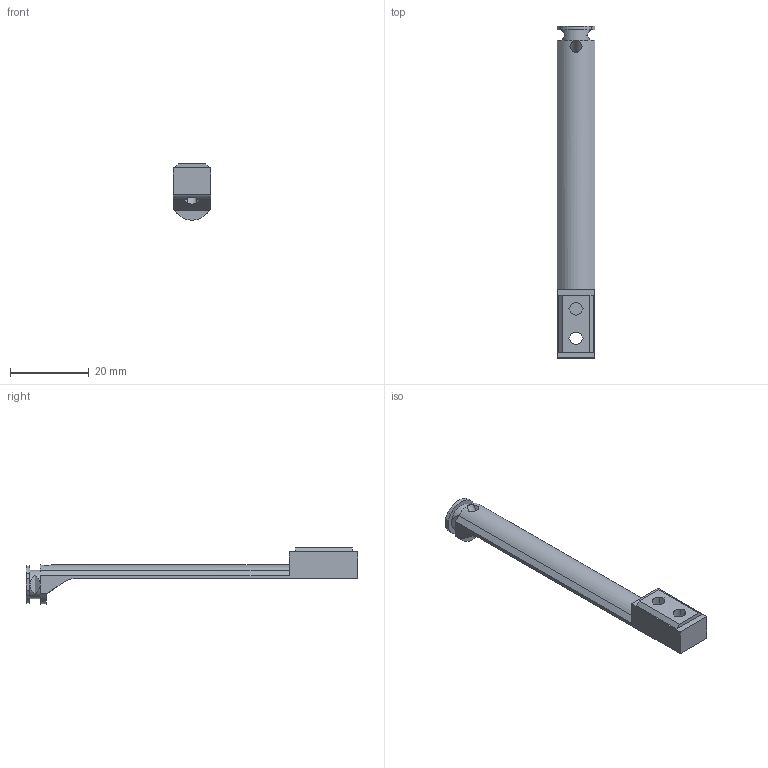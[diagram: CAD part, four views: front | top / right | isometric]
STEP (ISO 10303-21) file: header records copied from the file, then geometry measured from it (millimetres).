
FILE_DESCRIPTION(/* description */ (''),/* implementation_level */ '2;1');
FILE_NAME(/* name */ 'Plunger.step',/* time_stamp */ '2023-05-01T18:59:53-07:00',/* author */ (''),/* organization */ (''),/* preprocessor_version */ 'ST-DEVELOPER v18.1',/* originating_system */ 'Autodesk Translation Framework v10.13.0.1454',/* authorisation */ '');
FILE_SCHEMA (('AUTOMOTIVE_DESIGN { 1 0 10303 214 3 1 1 }'));
Length unit declared in the file: millimetre
Products named in the file (1): Inkwell v2.8
Bounding box: 9.6 x 84.4 x 14.28 mm (x, y, z)
Volume: 2847 mm3; surface area: 2760.5 mm2
Topology: 1 solids, 1 shells, 93 faces, 256 edges, 168 vertices
Faces by surface type: plane 68, cylinder 23, bspline 2
Entity records: 3095 total; most frequent: CARTESIAN_POINT 613, ORIENTED_EDGE 512, DIRECTION 483, EDGE_CURVE 256, LINE 193, VECTOR 193, VERTEX_POINT 168, AXIS2_PLACEMENT_3D 145
